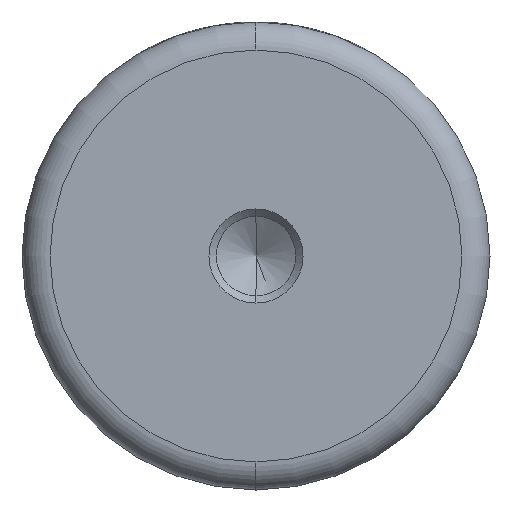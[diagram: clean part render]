
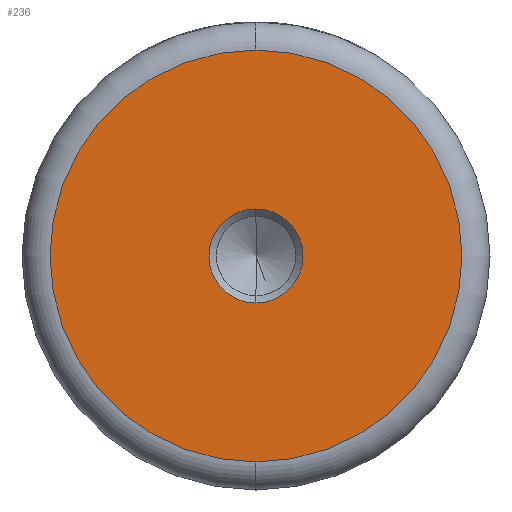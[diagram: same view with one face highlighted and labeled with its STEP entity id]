
A CAD part, left-side view. The second image highlights one B-rep face of the part: STEP entity #236.
In plain terms, the highlighted planar face has unit normal (-1, 0, 0).
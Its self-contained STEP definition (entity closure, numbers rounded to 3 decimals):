
#24 = DIRECTION ( 'NONE',  ( -1., 0., 0. ) ) ;
#61 = CIRCLE ( 'NONE', #1044, 5.025 ) ;
#147 = EDGE_LOOP ( 'NONE', ( #1453, #1265 ) ) ;
#148 = AXIS2_PLACEMENT_3D ( 'NONE', #862, #986, #545 ) ;
#160 = EDGE_CURVE ( 'NONE', #811, #820, #61, .T. ) ;
#186 = CARTESIAN_POINT ( 'NONE',  ( 0., 0., 0. ) ) ;
#236 = ADVANCED_FACE ( 'NONE', ( #1149, #1173 ), #422, .T. ) ;
#301 = CIRCLE ( 'NONE', #740, 5.025 ) ;
#307 = DIRECTION ( 'NONE',  ( 0., 0., 1. ) ) ;
#310 = CARTESIAN_POINT ( 'NONE',  ( 0., 0., 5.025 ) ) ;
#338 = EDGE_CURVE ( 'NONE', #1504, #1492, #566, .T. ) ;
#422 = PLANE ( 'NONE',  #148 ) ;
#491 = AXIS2_PLACEMENT_3D ( 'NONE', #186, #990, #307 ) ;
#498 = ORIENTED_EDGE ( 'NONE', *, *, #1381, .T. ) ;
#529 = CARTESIAN_POINT ( 'NONE',  ( 0., 0., 0. ) ) ;
#545 = DIRECTION ( 'NONE',  ( 0., 0., 1. ) ) ;
#560 = DIRECTION ( 'NONE',  ( -1., 0., 0. ) ) ;
#566 = CIRCLE ( 'NONE', #569, 22. ) ;
#569 = AXIS2_PLACEMENT_3D ( 'NONE', #529, #1315, #642 ) ;
#575 = EDGE_CURVE ( 'NONE', #820, #811, #301, .T. ) ;
#642 = DIRECTION ( 'NONE',  ( 0., 0., 1. ) ) ;
#680 = ORIENTED_EDGE ( 'NONE', *, *, #338, .T. ) ;
#724 = CIRCLE ( 'NONE', #491, 22. ) ;
#740 = AXIS2_PLACEMENT_3D ( 'NONE', #1233, #560, #1344 ) ;
#742 = CARTESIAN_POINT ( 'NONE',  ( 0., 0., 0. ) ) ;
#811 = VERTEX_POINT ( 'NONE', #310 ) ;
#820 = VERTEX_POINT ( 'NONE', #1220 ) ;
#850 = DIRECTION ( 'NONE',  ( 0., 0., 1. ) ) ;
#862 = CARTESIAN_POINT ( 'NONE',  ( 0., 0., 0. ) ) ;
#986 = DIRECTION ( 'NONE',  ( -1., 0., 0. ) ) ;
#990 = DIRECTION ( 'NONE',  ( -1., 0., 0. ) ) ;
#1044 = AXIS2_PLACEMENT_3D ( 'NONE', #742, #24, #850 ) ;
#1047 = EDGE_LOOP ( 'NONE', ( #498, #680 ) ) ;
#1149 = FACE_BOUND ( 'NONE', #147, .T. ) ;
#1173 = FACE_OUTER_BOUND ( 'NONE', #1047, .T. ) ;
#1219 = CARTESIAN_POINT ( 'NONE',  ( 0., 0., 22. ) ) ;
#1220 = CARTESIAN_POINT ( 'NONE',  ( 0., 0., -5.025 ) ) ;
#1233 = CARTESIAN_POINT ( 'NONE',  ( 0., 0., 0. ) ) ;
#1265 = ORIENTED_EDGE ( 'NONE', *, *, #575, .F. ) ;
#1315 = DIRECTION ( 'NONE',  ( -1., 0., 0. ) ) ;
#1344 = DIRECTION ( 'NONE',  ( 0., 0., 1. ) ) ;
#1345 = CARTESIAN_POINT ( 'NONE',  ( 0., 0., -22. ) ) ;
#1381 = EDGE_CURVE ( 'NONE', #1492, #1504, #724, .T. ) ;
#1453 = ORIENTED_EDGE ( 'NONE', *, *, #160, .F. ) ;
#1492 = VERTEX_POINT ( 'NONE', #1219 ) ;
#1504 = VERTEX_POINT ( 'NONE', #1345 ) ;
